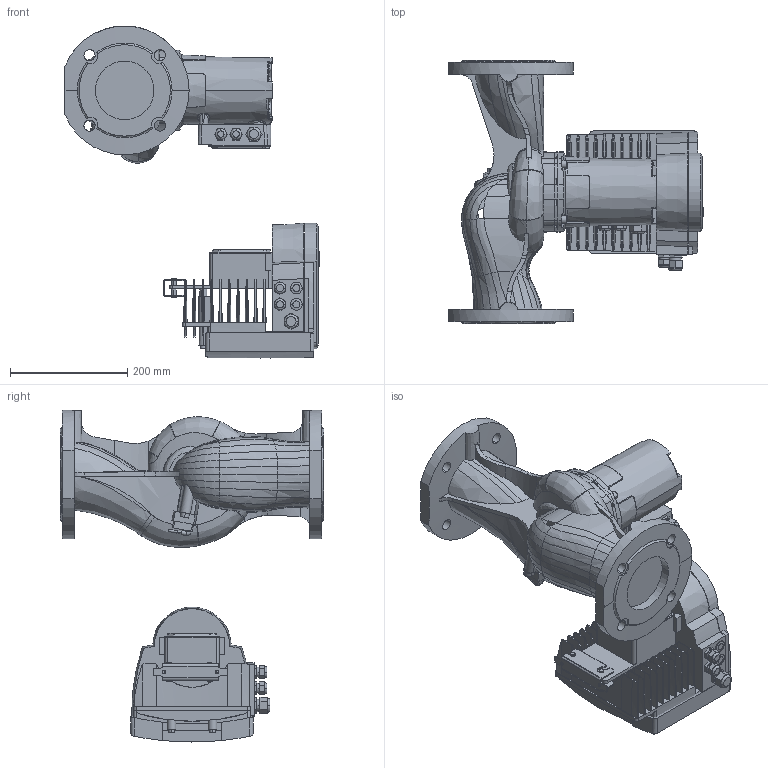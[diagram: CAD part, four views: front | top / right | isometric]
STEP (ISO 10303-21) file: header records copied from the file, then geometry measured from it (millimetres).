
FILE_DESCRIPTION (( 'STEP AP203' ), '1' );
FILE_NAME ('ModulA 100-12 450 GREEN PN6.STEP', '2014-07-15T07:11:50', ( '' ), ( '' ), 'SwSTEP 2.0', 'SolidWorks 2011', '' );
FILE_SCHEMA (( 'CONFIG_CONTROL_DESIGN' ));
Length unit declared in the file: millimetre
Products named in the file (1): ModulA 100-12 450 GREEN PN6
Bounding box: 433.85 x 450 x 566.97 mm (x, y, z)
Volume: 14903878.8 mm3; surface area: 1311543 mm2
Topology: 16 solids, 20 shells, 1789 faces, 4775 edges, 3087 vertices
Faces by surface type: plane 698, bspline 490, cylinder 422, cone 131, torus 44, sphere 4
Entity records: 103665 total; most frequent: CARTESIAN_POINT 63643, ORIENTED_EDGE 9506, DIRECTION 6502, EDGE_CURVE 4753, VERTEX_POINT 3087, AXIS2_PLACEMENT_3D 2239, LINE 2024, VECTOR 2024
